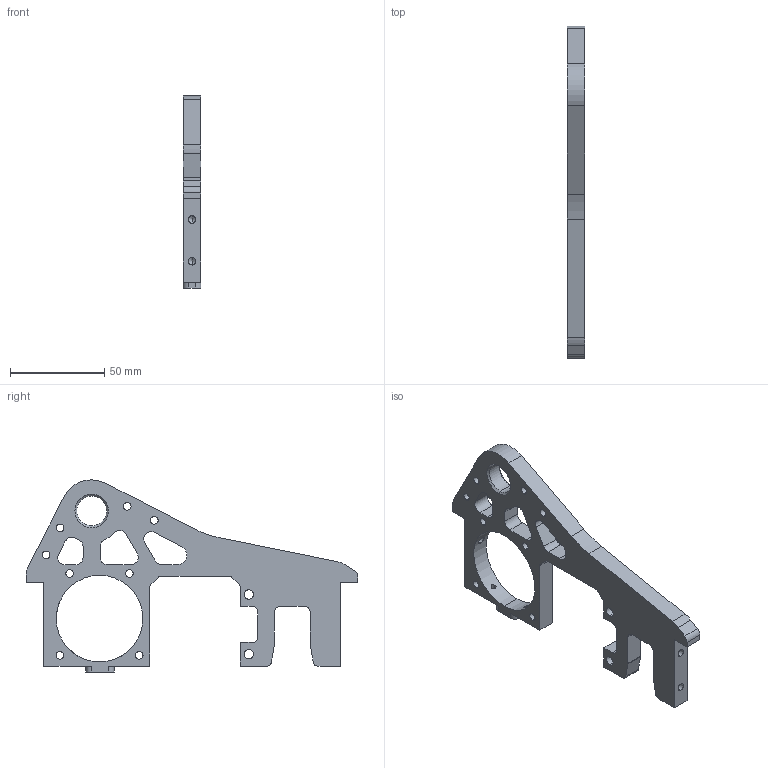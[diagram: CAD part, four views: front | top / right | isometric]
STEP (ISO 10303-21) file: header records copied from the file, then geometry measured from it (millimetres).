
FILE_DESCRIPTION (( 'STEP AP214' ), '1' );
FILE_NAME ('LeftUpright.STEP', '2024-10-22T02:09:54', ( '' ), ( '' ), 'SwSTEP 2.0', 'SolidWorks 2024', '' );
FILE_SCHEMA (( 'AUTOMOTIVE_DESIGN' ));
Length unit declared in the file: inch
Products named in the file (1): LeftUpright
Bounding box: 9.53 x 176.53 x 102.22 mm (x, y, z)
Volume: 60226.3 mm3; surface area: 24471.1 mm2
Topology: 1 solids, 1 shells, 135 faces, 389 edges, 250 vertices
Faces by surface type: cylinder 75, plane 42, cone 18
Entity records: 4662 total; most frequent: CARTESIAN_POINT 941, DIRECTION 793, ORIENTED_EDGE 762, EDGE_CURVE 381, AXIS2_PLACEMENT_3D 290, VERTEX_POINT 250, VECTOR 213, LINE 213
